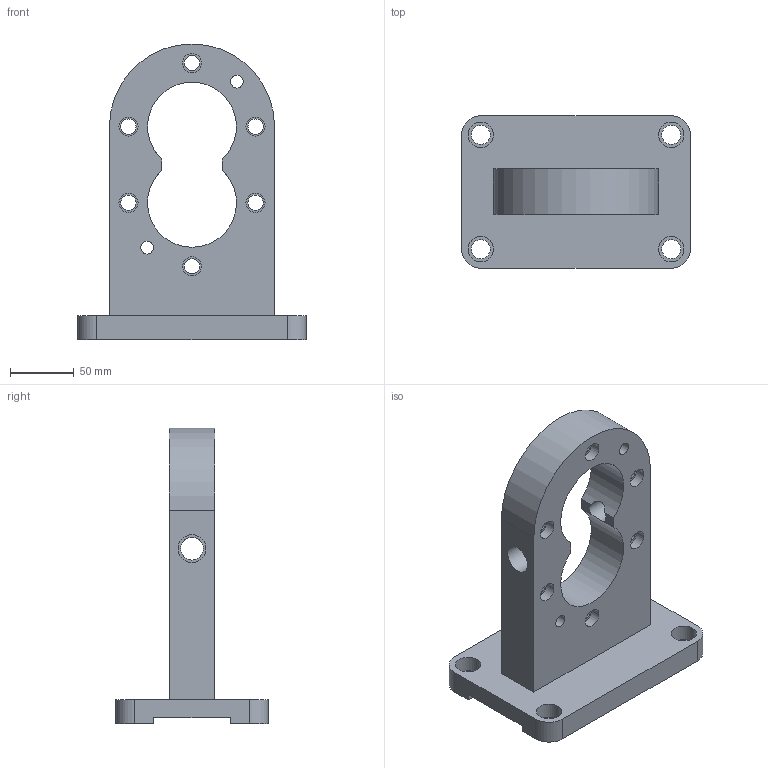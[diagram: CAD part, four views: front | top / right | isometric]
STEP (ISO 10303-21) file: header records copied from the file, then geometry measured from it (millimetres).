
FILE_DESCRIPTION(/* description */ (''),/* implementation_level */ '2;1');
FILE_NAME(/* name */ 'Part 024.stp',/* time_stamp */ '2015-02-20T18:26:51+02:00',/* author */ ('SFC'),/* organization */ (''),/* preprocessor_version */ 'ST-DEVELOPER v15.2',/* originating_system */ 'Autodesk Inventor 2014',/* authorisation */ '');
FILE_SCHEMA (('AUTOMOTIVE_DESIGN { 1 0 10303 214 3 1 1 }'));
Length unit declared in the file: millimetre
Products named in the file (1): Part 024
Bounding box: 180 x 120 x 233 mm (x, y, z)
Volume: 937804.8 mm3; surface area: 134352.5 mm2
Topology: 1 solids, 1 shells, 75 faces, 170 edges, 114 vertices
Faces by surface type: cylinder 39, plane 36
Full cylindrical faces by diameter (mm): 10 x2, 12 x6, 15 x16, 18 x2, 20 x4, 22 x2
Entity records: 2131 total; most frequent: CARTESIAN_POINT 396, DIRECTION 362, ORIENTED_EDGE 268, AXIS2_PLACEMENT_3D 156, EDGE_LOOP 154, EDGE_CURVE 134, VERTEX_POINT 110, FACE_BOUND 84
